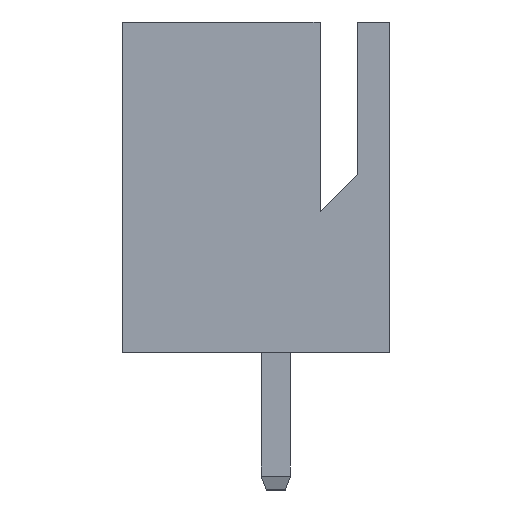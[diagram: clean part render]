
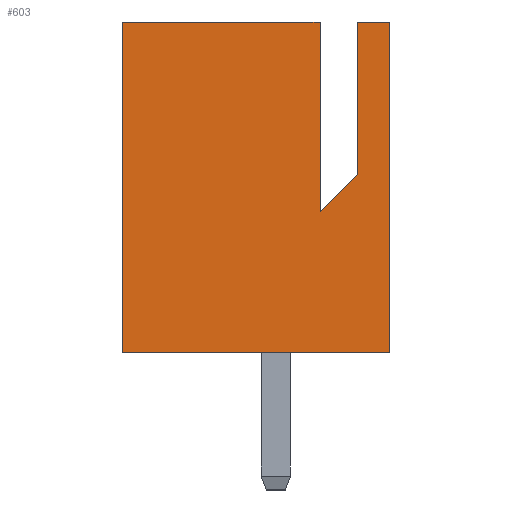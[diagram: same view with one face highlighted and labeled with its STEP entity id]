
A CAD part, left-side view. The second image highlights one B-rep face of the part: STEP entity #603.
In plain terms, the highlighted planar face has unit normal (-1, 0, 0).
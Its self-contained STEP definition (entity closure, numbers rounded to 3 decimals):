
#7 = CARTESIAN_POINT ( 'NONE',  ( -6.087, -1.778, 3.607 ) ) ;
#166 = CARTESIAN_POINT ( 'NONE',  ( -6.087, 3.353, 0. ) ) ;
#175 = EDGE_CURVE ( 'NONE', #9839, #9246, #5530, .T. ) ;
#178 = DIRECTION ( 'NONE',  ( 0., 1., 0. ) ) ;
#220 = LINE ( 'NONE', #3469, #8978 ) ;
#383 = CARTESIAN_POINT ( 'NONE',  ( -6.087, -3.133, -0.781 ) ) ;
#585 = CARTESIAN_POINT ( 'NONE',  ( -6.087, -1.778, 7.214 ) ) ;
#603 = ADVANCED_FACE ( 'NONE', ( #8287 ), #971, .T. ) ;
#971 = PLANE ( 'NONE',  #4313 ) ;
#992 = EDGE_CURVE ( 'NONE', #3481, #2768, #4408, .T. ) ;
#1238 = DIRECTION ( 'NONE',  ( 0., 0., 1. ) ) ;
#1664 = EDGE_CURVE ( 'NONE', #9246, #5925, #10319, .T. ) ;
#1837 = VECTOR ( 'NONE', #6527, 1000. ) ;
#1994 = EDGE_CURVE ( 'NONE', #5925, #2768, #3877, .T. ) ;
#2048 = VECTOR ( 'NONE', #10377, 1000. ) ;
#2120 = ORIENTED_EDGE ( 'NONE', *, *, #1664, .T. ) ;
#2325 = VECTOR ( 'NONE', #3934, 1000. ) ;
#2663 = LINE ( 'NONE', #7327, #9469 ) ;
#2768 = VERTEX_POINT ( 'NONE', #4254 ) ;
#3027 = CARTESIAN_POINT ( 'NONE',  ( -6.087, 3.353, 3.607 ) ) ;
#3117 = CARTESIAN_POINT ( 'NONE',  ( -6.087, 0.432, 0. ) ) ;
#3270 = CARTESIAN_POINT ( 'NONE',  ( -6.087, -1.778, 3.886 ) ) ;
#3469 = CARTESIAN_POINT ( 'NONE',  ( -6.087, -0.965, 3.607 ) ) ;
#3481 = VERTEX_POINT ( 'NONE', #4153 ) ;
#3701 = CARTESIAN_POINT ( 'NONE',  ( -6.087, -2.489, 3.607 ) ) ;
#3877 = LINE ( 'NONE', #3117, #6119 ) ;
#3934 = DIRECTION ( 'NONE',  ( 0., 0.707, -0.707 ) ) ;
#4002 = VECTOR ( 'NONE', #6964, 1000. ) ;
#4153 = CARTESIAN_POINT ( 'NONE',  ( -6.087, -2.489, 7.214 ) ) ;
#4254 = CARTESIAN_POINT ( 'NONE',  ( -6.087, -2.489, 0. ) ) ;
#4313 = AXIS2_PLACEMENT_3D ( 'NONE', #383, #6158, #5353 ) ;
#4404 = VECTOR ( 'NONE', #7885, 1000. ) ;
#4408 = LINE ( 'NONE', #3701, #4002 ) ;
#4638 = CARTESIAN_POINT ( 'NONE',  ( -6.087, -1.778, 3.886 ) ) ;
#4742 = LINE ( 'NONE', #4638, #2325 ) ;
#4840 = DIRECTION ( 'NONE',  ( 0., -1., 0. ) ) ;
#4868 = CARTESIAN_POINT ( 'NONE',  ( -6.087, 3.353, 7.214 ) ) ;
#4936 = ORIENTED_EDGE ( 'NONE', *, *, #8207, .T. ) ;
#5325 = EDGE_CURVE ( 'NONE', #9879, #5501, #4742, .T. ) ;
#5353 = DIRECTION ( 'NONE',  ( 0., 0., 1. ) ) ;
#5501 = VERTEX_POINT ( 'NONE', #7882 ) ;
#5530 = LINE ( 'NONE', #9453, #4404 ) ;
#5925 = VERTEX_POINT ( 'NONE', #166 ) ;
#6119 = VECTOR ( 'NONE', #4840, 1000. ) ;
#6158 = DIRECTION ( 'NONE',  ( -1., 0., 0. ) ) ;
#6527 = DIRECTION ( 'NONE',  ( 0., 0., -1. ) ) ;
#6672 = EDGE_LOOP ( 'NONE', ( #4936, #8813, #7980, #9929, #8124, #2120, #8427, #6924 ) ) ;
#6924 = ORIENTED_EDGE ( 'NONE', *, *, #992, .F. ) ;
#6964 = DIRECTION ( 'NONE',  ( 0., 0., -1. ) ) ;
#7313 = LINE ( 'NONE', #7, #1837 ) ;
#7327 = CARTESIAN_POINT ( 'NONE',  ( -6.087, 0.432, 7.214 ) ) ;
#7882 = CARTESIAN_POINT ( 'NONE',  ( -6.087, -0.965, 3.073 ) ) ;
#7885 = DIRECTION ( 'NONE',  ( 0., 1., 0. ) ) ;
#7980 = ORIENTED_EDGE ( 'NONE', *, *, #5325, .T. ) ;
#8124 = ORIENTED_EDGE ( 'NONE', *, *, #175, .T. ) ;
#8207 = EDGE_CURVE ( 'NONE', #3481, #9230, #2663, .T. ) ;
#8251 = EDGE_CURVE ( 'NONE', #5501, #9839, #220, .T. ) ;
#8287 = FACE_OUTER_BOUND ( 'NONE', #6672, .T. ) ;
#8427 = ORIENTED_EDGE ( 'NONE', *, *, #1994, .T. ) ;
#8813 = ORIENTED_EDGE ( 'NONE', *, *, #9237, .T. ) ;
#8978 = VECTOR ( 'NONE', #1238, 1000. ) ;
#9230 = VERTEX_POINT ( 'NONE', #585 ) ;
#9237 = EDGE_CURVE ( 'NONE', #9230, #9879, #7313, .T. ) ;
#9246 = VERTEX_POINT ( 'NONE', #4868 ) ;
#9453 = CARTESIAN_POINT ( 'NONE',  ( -6.087, 0.432, 7.214 ) ) ;
#9469 = VECTOR ( 'NONE', #178, 1000. ) ;
#9839 = VERTEX_POINT ( 'NONE', #10142 ) ;
#9879 = VERTEX_POINT ( 'NONE', #3270 ) ;
#9929 = ORIENTED_EDGE ( 'NONE', *, *, #8251, .T. ) ;
#10142 = CARTESIAN_POINT ( 'NONE',  ( -6.087, -0.965, 7.214 ) ) ;
#10319 = LINE ( 'NONE', #3027, #2048 ) ;
#10377 = DIRECTION ( 'NONE',  ( 0., 0., -1. ) ) ;
